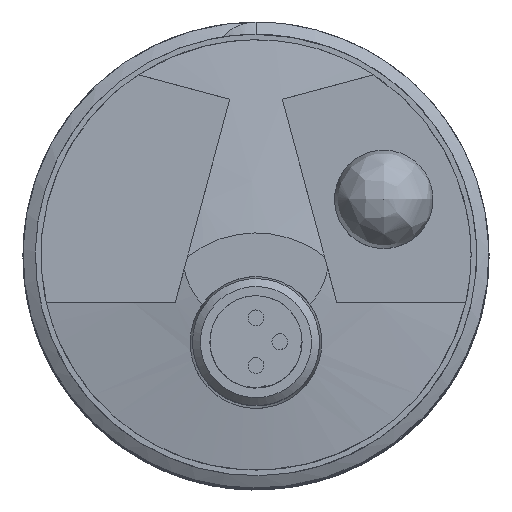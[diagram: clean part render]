
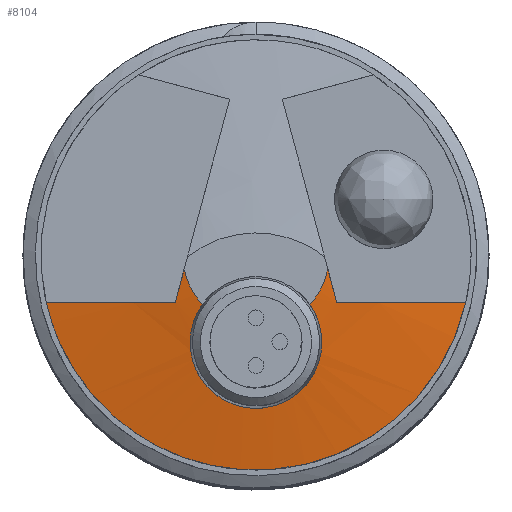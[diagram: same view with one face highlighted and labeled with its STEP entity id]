
A CAD part, top view. The second image highlights one B-rep face of the part: STEP entity #8104.
In plain terms, the highlighted free-form (B-spline) face has degree [1, 2] with [2, 9] control points.
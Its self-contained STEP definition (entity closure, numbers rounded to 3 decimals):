
#7888=CARTESIAN_POINT('',(13.214,-3.,2.474));
#7889=VERTEX_POINT('',#7888);
#7895=CARTESIAN_POINT('',(-13.214,-3.,2.474));
#7896=VERTEX_POINT('',#7895);
#7897=CARTESIAN_POINT('',(13.214,-3.,2.474));
#7898=CARTESIAN_POINT('',(9.144,-20.925,2.474));
#7899=CARTESIAN_POINT('',(-6.775,-11.735,2.474));
#7900=CARTESIAN_POINT('',(-11.903,-8.774,2.474));
#7901=CARTESIAN_POINT('',(-13.214,-3.,2.474));
#7902=(BOUNDED_CURVE()B_SPLINE_CURVE(2,(#7897,#7898,#7899,#7900,#7901),.CIRCULAR_ARC.,.F.,.U.)B_SPLINE_CURVE_WITH_KNOTS((3,2,3),(0.532,0.825,0.959),.UNSPECIFIED.)CURVE()GEOMETRIC_REPRESENTATION_ITEM()RATIONAL_B_SPLINE_CURVE((0.893,0.561,1.,0.799,0.759))REPRESENTATION_ITEM(''));
#7903=EDGE_CURVE('',#7889,#7896,#7902,.T.);
#8004=CARTESIAN_POINT('',(5.09,-3.,3.684));
#8005=VERTEX_POINT('',#8004);
#8011=CARTESIAN_POINT('',(5.09,-3.,3.684));
#8012=CARTESIAN_POINT('',(7.557,-3.,3.348));
#8013=CARTESIAN_POINT('',(13.214,-3.,2.474));
#8014=(BOUNDED_CURVE()B_SPLINE_CURVE(2,(#8011,#8012,#8013),.HYPERBOLIC_ARC.,.F.,.U.)B_SPLINE_CURVE_WITH_KNOTS((3,3),(0.043,1.),.UNSPECIFIED.)CURVE()GEOMETRIC_REPRESENTATION_ITEM()RATIONAL_B_SPLINE_CURVE((2.504,2.022,1.348))REPRESENTATION_ITEM(''));
#8015=EDGE_CURVE('',#8005,#7889,#8014,.T.);
#8021=CARTESIAN_POINT('',(-10.587,8.614,2.458));
#8022=CARTESIAN_POINT('',(-6.491,13.649,2.458));
#8023=CARTESIAN_POINT('',(0.,13.649,2.458));
#8024=CARTESIAN_POINT('',(13.649,13.649,2.458));
#8025=CARTESIAN_POINT('',(13.649,0.,2.458));
#8026=CARTESIAN_POINT('',(13.649,-13.649,2.458));
#8027=CARTESIAN_POINT('',(0.,-13.649,2.458));
#8028=CARTESIAN_POINT('',(-11.595,-13.649,2.458));
#8029=CARTESIAN_POINT('',(-13.469,-2.206,2.458));
#8030=CARTESIAN_POINT('',(-3.499,2.846,3.906));
#8031=CARTESIAN_POINT('',(-2.145,4.51,3.906));
#8032=CARTESIAN_POINT('',(0.,4.51,3.906));
#8033=CARTESIAN_POINT('',(4.51,4.51,3.906));
#8034=CARTESIAN_POINT('',(4.51,0.,3.906));
#8035=CARTESIAN_POINT('',(4.51,-4.51,3.906));
#8036=CARTESIAN_POINT('',(0.,-4.51,3.906));
#8037=CARTESIAN_POINT('',(-3.832,-4.51,3.906));
#8038=CARTESIAN_POINT('',(-4.451,-0.729,3.906));
#8039=(BOUNDED_SURFACE()B_SPLINE_SURFACE(1,2,((#8021,#8022,#8023,#8024,#8025,#8026,#8027,#8028,#8029),(#8030,#8031,#8032,#8033,#8034,#8035,#8036,#8037,#8038)),.GENERALISED_CONE.,.F.,.F.,.U.)B_SPLINE_SURFACE_WITH_KNOTS((2,2),(3,2,2,2,3),(0.293,0.766),(0.11,0.25,0.5,0.75,0.972),.UNSPECIFIED.)GEOMETRIC_REPRESENTATION_ITEM()RATIONAL_B_SPLINE_SURFACE(((0.856,0.835,1.,0.707,1.,0.707,1.,0.74,0.942),(0.856,0.835,1.,0.707,1.,0.707,1.,0.74,0.942)))REPRESENTATION_ITEM('')SURFACE());
#8040=CARTESIAN_POINT('',(-5.09,-3.,3.684));
#8041=VERTEX_POINT('',#8040);
#8042=CARTESIAN_POINT('',(-5.09,-3.,3.684));
#8043=CARTESIAN_POINT('',(-7.557,-3.,3.348));
#8044=CARTESIAN_POINT('',(-13.214,-3.,2.474));
#8045=(BOUNDED_CURVE()B_SPLINE_CURVE(2,(#8042,#8043,#8044),.HYPERBOLIC_ARC.,.F.,.U.)B_SPLINE_CURVE_WITH_KNOTS((3,3),(0.,0.957),.UNSPECIFIED.)CURVE()GEOMETRIC_REPRESENTATION_ITEM()RATIONAL_B_SPLINE_CURVE((2.504,2.022,1.348))REPRESENTATION_ITEM(''));
#8046=EDGE_CURVE('',#8041,#7896,#8045,.T.);
#8047=ORIENTED_EDGE('',*,*,#8046,.T.);
#8048=ORIENTED_EDGE('',*,*,#7903,.F.);
#8049=ORIENTED_EDGE('',*,*,#8015,.F.);
#8050=CARTESIAN_POINT('',(4.523,-0.885,3.89));
#8051=VERTEX_POINT('',#8050);
#8052=CARTESIAN_POINT('',(5.09,-3.,3.684));
#8053=CARTESIAN_POINT('',(4.772,-1.812,3.823));
#8054=CARTESIAN_POINT('',(4.523,-0.885,3.89));
#8055=(BOUNDED_CURVE()B_SPLINE_CURVE(2,(#8052,#8053,#8054),.HYPERBOLIC_ARC.,.F.,.U.)B_SPLINE_CURVE_WITH_KNOTS((3,3),(0.,1.),.UNSPECIFIED.)CURVE()GEOMETRIC_REPRESENTATION_ITEM()RATIONAL_B_SPLINE_CURVE((2.334,2.557,2.68))REPRESENTATION_ITEM(''));
#8056=EDGE_CURVE('',#8005,#8051,#8055,.T.);
#8057=ORIENTED_EDGE('',*,*,#8056,.T.);
#8058=CARTESIAN_POINT('',(3.389,-3.124,3.89));
#8059=VERTEX_POINT('',#8058);
#8060=CARTESIAN_POINT('',(4.523,-0.885,3.89));
#8061=CARTESIAN_POINT('',(4.273,-2.165,3.89));
#8062=CARTESIAN_POINT('',(3.389,-3.124,3.89));
#8063=(BOUNDED_CURVE()B_SPLINE_CURVE(2,(#8060,#8061,#8062),.CIRCULAR_ARC.,.F.,.U.)B_SPLINE_CURVE_WITH_KNOTS((3,3),(0.491,0.59),.UNSPECIFIED.)CURVE()GEOMETRIC_REPRESENTATION_ITEM()RATIONAL_B_SPLINE_CURVE((0.933,0.859,0.854))REPRESENTATION_ITEM(''));
#8064=EDGE_CURVE('',#8051,#8059,#8063,.T.);
#8065=ORIENTED_EDGE('',*,*,#8064,.T.);
#8066=CARTESIAN_POINT('',(4.15,-5.52,3.526));
#8067=VERTEX_POINT('',#8066);
#8068=CARTESIAN_POINT('',(3.389,-3.124,3.89));
#8069=CARTESIAN_POINT('',(3.881,-3.821,3.758));
#8070=CARTESIAN_POINT('',(4.15,-4.657,3.635));
#8071=CARTESIAN_POINT('',(4.15,-5.52,3.526));
#8072=B_SPLINE_CURVE_WITH_KNOTS('',3,(#8068,#8069,#8070,#8071),.UNSPECIFIED.,.F.,.U.,(4,4),(0.,0.962),.UNSPECIFIED.);
#8073=EDGE_CURVE('',#8059,#8067,#8072,.T.);
#8074=ORIENTED_EDGE('',*,*,#8073,.T.);
#8075=CARTESIAN_POINT('',(-3.389,-3.124,3.89));
#8076=VERTEX_POINT('',#8075);
#8077=CARTESIAN_POINT('',(4.15,-5.52,3.526));
#8078=CARTESIAN_POINT('',(4.15,-6.398,3.415));
#8079=CARTESIAN_POINT('',(3.872,-7.256,3.323));
#8080=CARTESIAN_POINT('',(2.097,-9.683,3.077));
#8081=CARTESIAN_POINT('',(-0.238,-10.175,3.04));
#8082=CARTESIAN_POINT('',(-4.215,-7.879,3.255));
#8083=CARTESIAN_POINT('',(-4.787,-5.099,3.515));
#8084=CARTESIAN_POINT('',(-3.389,-3.124,3.89));
#8085=B_SPLINE_CURVE_WITH_KNOTS('',3,(#8077,#8078,#8079,#8080,#8081,#8082,#8083,#8084),.UNSPECIFIED.,.F.,.U.,(4,2,2,4),(0.014,0.367,1.213,2.2),.UNSPECIFIED.);
#8086=EDGE_CURVE('',#8067,#8076,#8085,.T.);
#8087=ORIENTED_EDGE('',*,*,#8086,.T.);
#8088=CARTESIAN_POINT('',(-4.523,-0.885,3.89));
#8089=VERTEX_POINT('',#8088);
#8090=CARTESIAN_POINT('',(-3.389,-3.124,3.89));
#8091=CARTESIAN_POINT('',(-4.273,-2.165,3.89));
#8092=CARTESIAN_POINT('',(-4.523,-0.885,3.89));
#8093=(BOUNDED_CURVE()B_SPLINE_CURVE(2,(#8090,#8091,#8092),.CIRCULAR_ARC.,.F.,.U.)B_SPLINE_CURVE_WITH_KNOTS((3,3),(0.894,0.994),.UNSPECIFIED.)CURVE()GEOMETRIC_REPRESENTATION_ITEM()RATIONAL_B_SPLINE_CURVE((0.854,0.859,0.933))REPRESENTATION_ITEM(''));
#8094=EDGE_CURVE('',#8076,#8089,#8093,.T.);
#8095=ORIENTED_EDGE('',*,*,#8094,.T.);
#8096=CARTESIAN_POINT('',(-4.523,-0.885,3.89));
#8097=CARTESIAN_POINT('',(-4.772,-1.812,3.823));
#8098=CARTESIAN_POINT('',(-5.09,-3.,3.684));
#8099=(BOUNDED_CURVE()B_SPLINE_CURVE(2,(#8096,#8097,#8098),.HYPERBOLIC_ARC.,.F.,.U.)B_SPLINE_CURVE_WITH_KNOTS((3,3),(0.,1.),.UNSPECIFIED.)CURVE()GEOMETRIC_REPRESENTATION_ITEM()RATIONAL_B_SPLINE_CURVE((2.68,2.557,2.334))REPRESENTATION_ITEM(''));
#8100=EDGE_CURVE('',#8089,#8041,#8099,.T.);
#8101=ORIENTED_EDGE('',*,*,#8100,.T.);
#8102=EDGE_LOOP('',(#8047,#8048,#8049,#8057,#8065,#8074,#8087,#8095,#8101));
#8103=FACE_OUTER_BOUND('',#8102,.T.);
#8104=ADVANCED_FACE('',(#8103),#8039,.T.);
